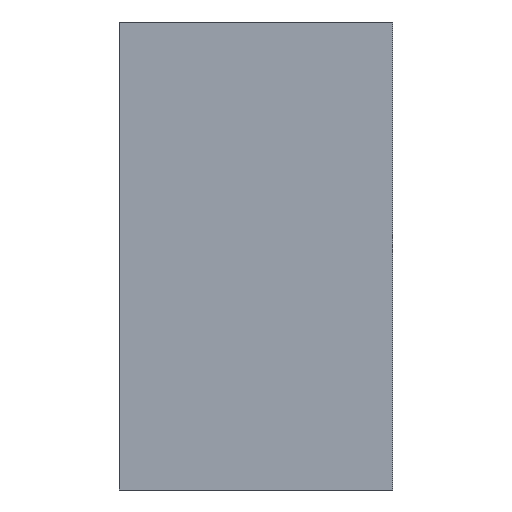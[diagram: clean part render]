
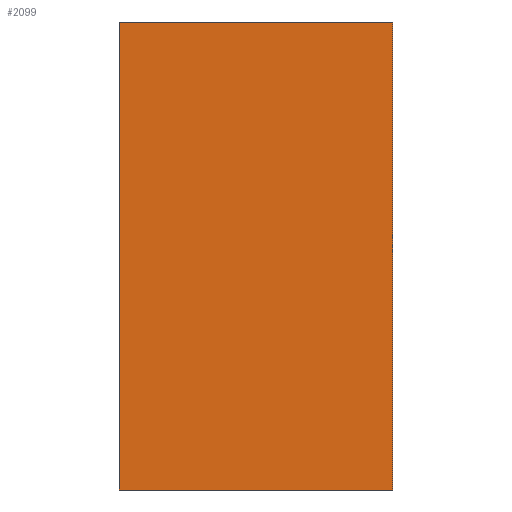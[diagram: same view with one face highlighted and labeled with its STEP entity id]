
A CAD part, left-side view. The second image highlights one B-rep face of the part: STEP entity #2099.
In plain terms, the highlighted planar face has unit normal (-1, 0, 0).
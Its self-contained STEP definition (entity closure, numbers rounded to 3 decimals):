
#15 = AXIS2_PLACEMENT_3D ( 'NONE', #1231, #1978, #249 ) ;
#82 = CARTESIAN_POINT ( 'NONE',  ( -0.01, 2.09, -3.59 ) ) ;
#104 = VERTEX_POINT ( 'NONE', #2110 ) ;
#200 = ORIENTED_EDGE ( 'NONE', *, *, #1480, .T. ) ;
#208 = ORIENTED_EDGE ( 'NONE', *, *, #436, .T. ) ;
#249 = DIRECTION ( 'NONE',  ( 0., 0., 1. ) ) ;
#270 = CARTESIAN_POINT ( 'NONE',  ( -0.01, -0.01, 0.01 ) ) ;
#301 = ORIENTED_EDGE ( 'NONE', *, *, #2399, .T. ) ;
#436 = EDGE_CURVE ( 'NONE', #1476, #949, #915, .T. ) ;
#553 = ORIENTED_EDGE ( 'NONE', *, *, #1977, .T. ) ;
#615 = DIRECTION ( 'NONE',  ( 0., -1., 0. ) ) ;
#616 = DIRECTION ( 'NONE',  ( 0., 0., 1. ) ) ;
#697 = CARTESIAN_POINT ( 'NONE',  ( -0.01, 2.09, 0.01 ) ) ;
#735 = VECTOR ( 'NONE', #2453, 1000. ) ;
#763 = LINE ( 'NONE', #1392, #2156 ) ;
#768 = PLANE ( 'NONE',  #15 ) ;
#911 = CARTESIAN_POINT ( 'NONE',  ( -0.01, 2.09, -3.59 ) ) ;
#915 = LINE ( 'NONE', #697, #1006 ) ;
#949 = VERTEX_POINT ( 'NONE', #1008 ) ;
#1006 = VECTOR ( 'NONE', #1112, 1000. ) ;
#1008 = CARTESIAN_POINT ( 'NONE',  ( -0.01, 2.09, 0.01 ) ) ;
#1112 = DIRECTION ( 'NONE',  ( 0., 1., 0. ) ) ;
#1172 = FACE_OUTER_BOUND ( 'NONE', #1895, .T. ) ;
#1231 = CARTESIAN_POINT ( 'NONE',  ( -0.01, 0., 0. ) ) ;
#1392 = CARTESIAN_POINT ( 'NONE',  ( -0.01, -0.01, -3.59 ) ) ;
#1476 = VERTEX_POINT ( 'NONE', #270 ) ;
#1480 = EDGE_CURVE ( 'NONE', #2120, #104, #2151, .T. ) ;
#1660 = VECTOR ( 'NONE', #615, 1000. ) ;
#1868 = LINE ( 'NONE', #911, #735 ) ;
#1895 = EDGE_LOOP ( 'NONE', ( #200, #301, #208, #553 ) ) ;
#1977 = EDGE_CURVE ( 'NONE', #949, #2120, #1868, .T. ) ;
#1978 = DIRECTION ( 'NONE',  ( -1., 0., 0. ) ) ;
#2099 = ADVANCED_FACE ( 'NONE', ( #1172 ), #768, .T. ) ;
#2110 = CARTESIAN_POINT ( 'NONE',  ( -0.01, -0.01, -3.59 ) ) ;
#2120 = VERTEX_POINT ( 'NONE', #82 ) ;
#2151 = LINE ( 'NONE', #2346, #1660 ) ;
#2156 = VECTOR ( 'NONE', #616, 1000. ) ;
#2346 = CARTESIAN_POINT ( 'NONE',  ( -0.01, 2.09, -3.59 ) ) ;
#2399 = EDGE_CURVE ( 'NONE', #104, #1476, #763, .T. ) ;
#2453 = DIRECTION ( 'NONE',  ( 0., 0., -1. ) ) ;
